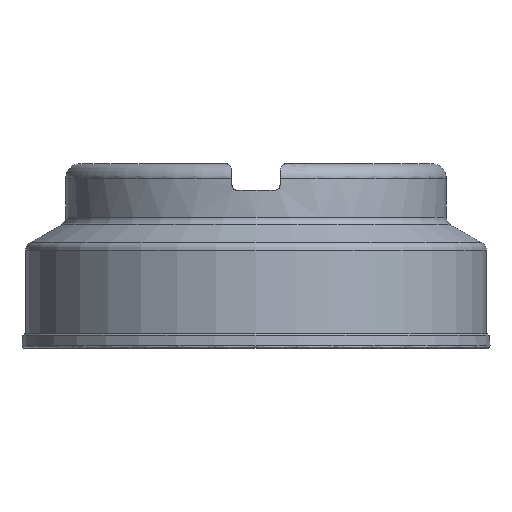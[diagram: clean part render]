
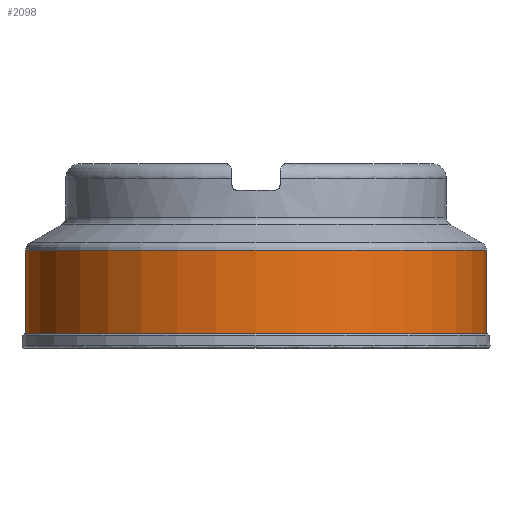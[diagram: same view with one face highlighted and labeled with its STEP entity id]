
A CAD part, left-side view. The second image highlights one B-rep face of the part: STEP entity #2098.
In plain terms, the highlighted cylindrical face has radius 78.65 mm (diameter 157.3 mm), a partial arc.
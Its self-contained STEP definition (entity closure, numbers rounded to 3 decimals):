
#853=CARTESIAN_POINT('',(0.,0.,29.613));
#854=DIRECTION('',(0.,0.,1.));
#855=DIRECTION('',(0.,-1.,0.));
#856=AXIS2_PLACEMENT_3D('',#853,#854,#855);
#885=CARTESIAN_POINT('',(0.,0.,60.));
#886=DIRECTION('',(0.,0.,1.));
#887=DIRECTION('',(0.,-1.,0.));
#888=AXIS2_PLACEMENT_3D('',#885,#886,#887);
#925=DIRECTION('',(0.,0.,1.));
#926=VECTOR('',#925,30.387);
#927=CARTESIAN_POINT('',(0.,-78.65,29.613));
#928=LINE('',#927,#926);
#932=DIRECTION('',(0.,0.,1.));
#933=VECTOR('',#932,30.387);
#934=CARTESIAN_POINT('',(0.,78.65,29.613));
#935=LINE('',#934,#933);
#1245=CARTESIAN_POINT('',(0.,78.65,60.));
#1246=CARTESIAN_POINT('',(0.,-78.65,60.));
#1247=VERTEX_POINT('',#1245);
#1248=VERTEX_POINT('',#1246);
#1389=CARTESIAN_POINT('',(0.,78.65,29.613));
#1390=CARTESIAN_POINT('',(0.,-78.65,29.613));
#1391=VERTEX_POINT('',#1389);
#1392=VERTEX_POINT('',#1390);
#2084=CARTESIAN_POINT('',(0.,0.,64.68));
#2085=DIRECTION('',(0.,0.,-1.));
#2086=DIRECTION('',(0.,-1.,0.));
#2087=AXIS2_PLACEMENT_3D('',#2084,#2085,#2086);
#2088=CYLINDRICAL_SURFACE('',#2087,78.65);
#2090=ORIENTED_EDGE('',*,*,#2089,.T.);
#2092=ORIENTED_EDGE('',*,*,#2091,.F.);
#2093=ORIENTED_EDGE('',*,*,#2074,.F.);
#2095=ORIENTED_EDGE('',*,*,#2094,.T.);
#2096=EDGE_LOOP('',(#2090,#2092,#2093,#2095));
#2097=FACE_OUTER_BOUND('',#2096,.F.);
#2098=ADVANCED_FACE('',(#2097),#2088,.T.);
#857=CIRCLE('',#856,78.65);
#889=CIRCLE('',#888,78.65);
#2074=EDGE_CURVE('',#1392,#1391,#857,.T.);
#2089=EDGE_CURVE('',#1248,#1247,#889,.T.);
#2091=EDGE_CURVE('',#1391,#1247,#935,.T.);
#2094=EDGE_CURVE('',#1392,#1248,#928,.T.);
